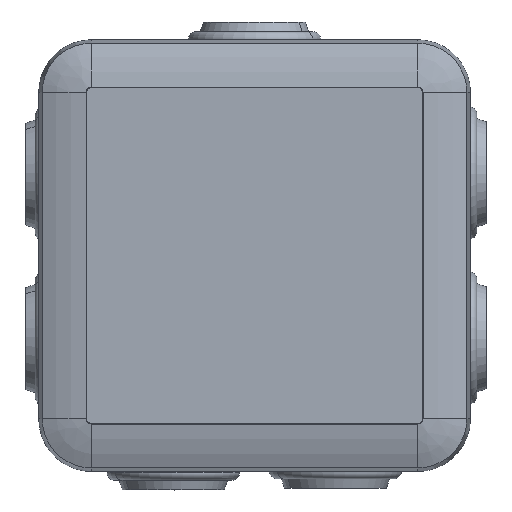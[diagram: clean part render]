
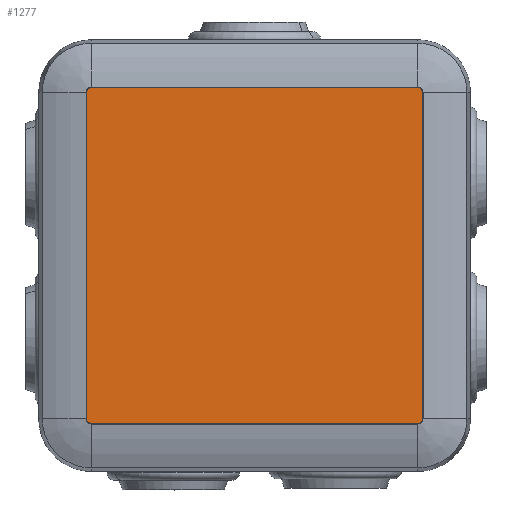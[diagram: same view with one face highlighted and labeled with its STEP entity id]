
A CAD part, top view. The second image highlights one B-rep face of the part: STEP entity #1277.
In plain terms, the highlighted planar face has unit normal (0, 0, 1).
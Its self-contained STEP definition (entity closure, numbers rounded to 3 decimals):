
#1209=AXIS2_PLACEMENT_3D('Plane Axis2P3D',#1206,#1207,#1208) ;
#1213=AXIS2_PLACEMENT_3D('Circle Axis2P3D',#1211,#1212,$) ;
#1229=AXIS2_PLACEMENT_3D('Circle Axis2P3D',#1227,#1228,$) ;
#1243=AXIS2_PLACEMENT_3D('Circle Axis2P3D',#1241,#1242,$) ;
#1257=AXIS2_PLACEMENT_3D('Circle Axis2P3D',#1255,#1256,$) ;
#1206=CARTESIAN_POINT('Axis2P3D Location',(0.,0.,50.878)) ;
#1211=CARTESIAN_POINT('Axis2P3D Location',(-34.,34.,50.878)) ;
#1215=CARTESIAN_POINT('Vertex',(-34.,35.,50.878)) ;
#1217=CARTESIAN_POINT('Vertex',(-35.,34.,50.878)) ;
#1220=CARTESIAN_POINT('Line Origine',(-35.,0.,50.878)) ;
#1224=CARTESIAN_POINT('Vertex',(-35.,-34.,50.878)) ;
#1227=CARTESIAN_POINT('Axis2P3D Location',(-34.,-34.,50.878)) ;
#1231=CARTESIAN_POINT('Vertex',(-34.,-35.,50.878)) ;
#1234=CARTESIAN_POINT('Line Origine',(0.,-35.,50.878)) ;
#1238=CARTESIAN_POINT('Vertex',(34.,-35.,50.878)) ;
#1241=CARTESIAN_POINT('Axis2P3D Location',(34.,-34.,50.878)) ;
#1245=CARTESIAN_POINT('Vertex',(35.,-34.,50.878)) ;
#1248=CARTESIAN_POINT('Line Origine',(35.,0.,50.878)) ;
#1252=CARTESIAN_POINT('Vertex',(35.,34.,50.878)) ;
#1255=CARTESIAN_POINT('Axis2P3D Location',(34.,34.,50.878)) ;
#1259=CARTESIAN_POINT('Vertex',(34.,35.,50.878)) ;
#1262=CARTESIAN_POINT('Line Origine',(0.,35.,50.878)) ;
#1207=DIRECTION('Axis2P3D Direction',(0.,0.,1.)) ;
#1208=DIRECTION('Axis2P3D XDirection',(1.,0.,0.)) ;
#1212=DIRECTION('Axis2P3D Direction',(0.,0.,1.)) ;
#1221=DIRECTION('Vector Direction',(0.,-1.,0.)) ;
#1228=DIRECTION('Axis2P3D Direction',(0.,0.,1.)) ;
#1235=DIRECTION('Vector Direction',(-1.,0.,0.)) ;
#1242=DIRECTION('Axis2P3D Direction',(0.,0.,1.)) ;
#1249=DIRECTION('Vector Direction',(0.,1.,0.)) ;
#1256=DIRECTION('Axis2P3D Direction',(0.,0.,1.)) ;
#1263=DIRECTION('Vector Direction',(1.,0.,0.)) ;
#1222=VECTOR('Line Direction',#1221,1.) ;
#1236=VECTOR('Line Direction',#1235,1.) ;
#1250=VECTOR('Line Direction',#1249,1.) ;
#1264=VECTOR('Line Direction',#1263,1.) ;
#1268=ORIENTED_EDGE('',*,*,#1219,.T.) ;
#1269=ORIENTED_EDGE('',*,*,#1226,.T.) ;
#1270=ORIENTED_EDGE('',*,*,#1233,.T.) ;
#1271=ORIENTED_EDGE('',*,*,#1240,.F.) ;
#1272=ORIENTED_EDGE('',*,*,#1247,.T.) ;
#1273=ORIENTED_EDGE('',*,*,#1254,.T.) ;
#1274=ORIENTED_EDGE('',*,*,#1261,.T.) ;
#1275=ORIENTED_EDGE('',*,*,#1266,.F.) ;
#1277=ADVANCED_FACE('0030D26.1\\Corps de Base',(#1276),#1210,.T.) ;
#1214=CIRCLE('generated circle',#1213,1.) ;
#1230=CIRCLE('generated circle',#1229,1.) ;
#1244=CIRCLE('generated circle',#1243,1.) ;
#1258=CIRCLE('generated circle',#1257,1.) ;
#1219=EDGE_CURVE('',#1216,#1218,#1214,.T.) ;
#1226=EDGE_CURVE('',#1218,#1225,#1223,.T.) ;
#1233=EDGE_CURVE('',#1225,#1232,#1230,.T.) ;
#1240=EDGE_CURVE('',#1239,#1232,#1237,.T.) ;
#1247=EDGE_CURVE('',#1239,#1246,#1244,.T.) ;
#1254=EDGE_CURVE('',#1246,#1253,#1251,.T.) ;
#1261=EDGE_CURVE('',#1253,#1260,#1258,.T.) ;
#1266=EDGE_CURVE('',#1216,#1260,#1265,.T.) ;
#1267=EDGE_LOOP('',(#1268,#1269,#1270,#1271,#1272,#1273,#1274,#1275)) ;
#1276=FACE_OUTER_BOUND('',#1267,.T.) ;
#1223=LINE('Line',#1220,#1222) ;
#1237=LINE('Line',#1234,#1236) ;
#1251=LINE('Line',#1248,#1250) ;
#1265=LINE('Line',#1262,#1264) ;
#1210=PLANE('',#1209) ;
#1216=VERTEX_POINT('',#1215) ;
#1218=VERTEX_POINT('',#1217) ;
#1225=VERTEX_POINT('',#1224) ;
#1232=VERTEX_POINT('',#1231) ;
#1239=VERTEX_POINT('',#1238) ;
#1246=VERTEX_POINT('',#1245) ;
#1253=VERTEX_POINT('',#1252) ;
#1260=VERTEX_POINT('',#1259) ;
